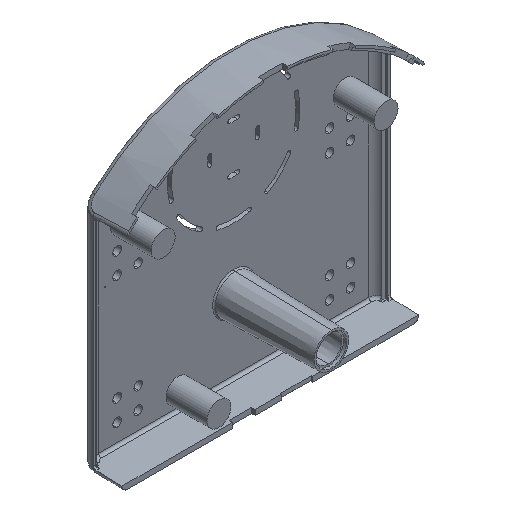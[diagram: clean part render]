
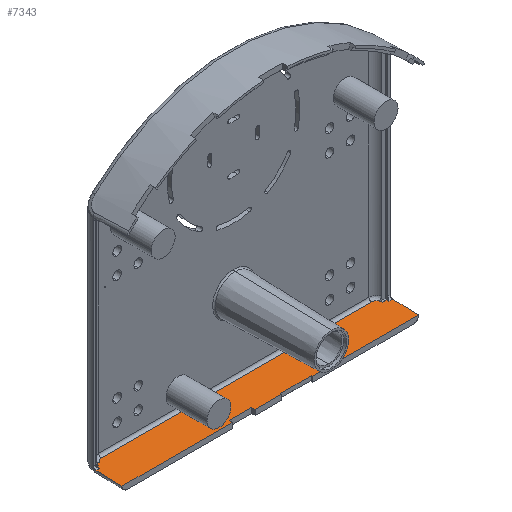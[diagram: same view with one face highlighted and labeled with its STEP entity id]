
A CAD part, isometric view. The second image highlights one B-rep face of the part: STEP entity #7343.
In plain terms, the highlighted planar face has unit normal (0, -0.026, 1).
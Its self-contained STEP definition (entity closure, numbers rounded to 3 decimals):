
#100=DIRECTION('',(-1.,0.,0.));
#101=VECTOR('',#100,1.153);
#102=CARTESIAN_POINT('',(-52.647,40.,-52.692));
#103=LINE('',#102,#101);
#203=CARTESIAN_POINT('',(50.9,41.026,-52.665));
#204=CARTESIAN_POINT('',(51.056,41.026,-52.665));
#205=CARTESIAN_POINT('',(51.356,40.99,-52.666));
#206=CARTESIAN_POINT('',(51.766,40.846,-52.669));
#207=CARTESIAN_POINT('',(52.142,40.614,-52.676));
#208=CARTESIAN_POINT('',(52.457,40.307,-52.684));
#209=CARTESIAN_POINT('',(52.697,39.942,-52.693));
#210=CARTESIAN_POINT('',(52.86,39.509,-52.704));
#211=CARTESIAN_POINT('',(52.9,39.193,-52.713));
#212=CARTESIAN_POINT('',(52.9,39.026,-52.717));
#217=DIRECTION('',(0.,-1.,-0.026));
#218=VECTOR('',#217,0.026);
#219=CARTESIAN_POINT('',(52.9,39.026,-52.717));
#220=LINE('',#219,#218);
#224=DIRECTION('',(1.,0.,0.));
#225=VECTOR('',#224,1.6);
#226=CARTESIAN_POINT('',(52.9,39.,-52.718));
#227=LINE('',#226,#225);
#231=DIRECTION('',(0.,-1.,-0.026));
#232=VECTOR('',#231,0.974);
#233=CARTESIAN_POINT('',(54.5,39.,-52.718));
#234=LINE('',#233,#232);
#238=DIRECTION('',(-1.,0.,0.));
#239=VECTOR('',#238,40.028);
#240=CARTESIAN_POINT('',(55.9,28.25,-52.999));
#241=LINE('',#240,#239);
#245=DIRECTION('',(-0.026,0.999,0.026));
#246=VECTOR('',#245,0.38);
#247=CARTESIAN_POINT('',(15.872,28.25,-52.999));
#248=LINE('',#247,#246);
#252=DIRECTION('',(1.,0.,0.));
#253=VECTOR('',#252,11.603);
#254=CARTESIAN_POINT('',(4.258,28.63,-52.989));
#255=LINE('',#254,#253);
#259=DIRECTION('',(0.026,0.999,0.026));
#260=VECTOR('',#259,0.38);
#261=CARTESIAN_POINT('',(4.248,28.25,-52.999));
#262=LINE('',#261,#260);
#266=DIRECTION('',(-1.,0.,0.));
#267=VECTOR('',#266,9.986);
#268=CARTESIAN_POINT('',(4.248,28.25,-52.999));
#269=LINE('',#268,#267);
#273=DIRECTION('',(-0.026,0.999,0.026));
#274=VECTOR('',#273,1.251);
#275=CARTESIAN_POINT('',(-5.737,28.25,-52.999));
#276=LINE('',#275,#274);
#280=DIRECTION('',(1.,0.,0.));
#281=VECTOR('',#280,8.46);
#282=CARTESIAN_POINT('',(-14.23,29.5,-52.967));
#283=LINE('',#282,#281);
#287=DIRECTION('',(0.026,0.999,0.026));
#288=VECTOR('',#287,1.251);
#289=CARTESIAN_POINT('',(-14.263,28.25,-52.999));
#290=LINE('',#289,#288);
#294=DIRECTION('',(-1.,0.,0.));
#295=VECTOR('',#294,41.637);
#296=CARTESIAN_POINT('',(-14.263,28.25,-52.999));
#297=LINE('',#296,#295);
#301=DIRECTION('',(0.,1.,0.026));
#302=VECTOR('',#301,0.974);
#303=CARTESIAN_POINT('',(-54.5,38.026,-52.743));
#304=LINE('',#303,#302);
#308=DIRECTION('',(1.,0.,0.));
#309=VECTOR('',#308,0.7);
#310=CARTESIAN_POINT('',(-54.5,39.,-52.718));
#311=LINE('',#310,#309);
#315=CARTESIAN_POINT('',(-52.647,40.,-52.692));
#316=CARTESIAN_POINT('',(-52.579,40.122,-52.688));
#317=CARTESIAN_POINT('',(-52.422,40.345,-52.683));
#318=CARTESIAN_POINT('',(-52.121,40.628,-52.675));
#319=CARTESIAN_POINT('',(-51.771,40.842,-52.67));
#320=CARTESIAN_POINT('',(-51.369,40.987,-52.666));
#321=CARTESIAN_POINT('',(-51.062,41.026,-52.665));
#322=CARTESIAN_POINT('',(-50.9,41.026,-52.665));
#327=DIRECTION('',(1.,0.,0.));
#328=VECTOR('',#327,101.8);
#329=CARTESIAN_POINT('',(-50.9,41.026,-52.665));
#330=LINE('',#329,#328);
#2174=DIRECTION('',(0.,1.,0.026));
#2175=VECTOR('',#2174,9.78);
#2176=CARTESIAN_POINT('',(-55.9,28.25,-52.999));
#2177=LINE('',#2176,#2175);
#2393=DIRECTION('',(0.,1.,0.026));
#2394=VECTOR('',#2393,9.78);
#2395=CARTESIAN_POINT('',(55.9,28.25,-52.999));
#2396=LINE('',#2395,#2394);
#5233=DIRECTION('',(-1.,0.,0.));
#5234=VECTOR('',#5233,1.4);
#5235=CARTESIAN_POINT('',(55.9,38.026,-52.743));
#5236=LINE('',#5235,#5234);
#5248=CARTESIAN_POINT('',(54.5,39.,-52.718));
#5314=CARTESIAN_POINT('',(-54.5,39.,-52.718));
#5338=DIRECTION('',(-1.,0.,0.));
#5339=VECTOR('',#5338,1.4);
#5340=CARTESIAN_POINT('',(-54.5,38.026,-52.743));
#5341=LINE('',#5340,#5339);
#5381=DIRECTION('',(0.,1.,0.026));
#5382=VECTOR('',#5381,1.);
#5383=CARTESIAN_POINT('',(-53.8,39.,-52.718));
#5384=LINE('',#5383,#5382);
#6155=CARTESIAN_POINT('',(55.9,38.026,-52.743));
#6156=VERTEX_POINT('',#6155);
#6158=CARTESIAN_POINT('',(55.9,28.25,-52.999));
#6159=VERTEX_POINT('',#6158);
#6169=CARTESIAN_POINT('',(-55.9,38.026,-52.743));
#6170=VERTEX_POINT('',#6169);
#6172=CARTESIAN_POINT('',(-55.9,28.25,-52.999));
#6173=VERTEX_POINT('',#6172);
#6190=CARTESIAN_POINT('',(52.9,39.,-52.718));
#6191=VERTEX_POINT('',#6190);
#6194=CARTESIAN_POINT('',(-53.8,40.,-52.692));
#6196=VERTEX_POINT('',#6194);
#6198=CARTESIAN_POINT('',(-53.8,39.,-52.718));
#6199=VERTEX_POINT('',#6198);
#6493=VERTEX_POINT('',#5314);
#6494=VERTEX_POINT('',#5248);
#6611=VERTEX_POINT('',#203);
#6612=VERTEX_POINT('',#212);
#6615=CARTESIAN_POINT('',(-50.9,41.026,-52.665));
#6616=VERTEX_POINT('',#6615);
#6620=VERTEX_POINT('',#315);
#6956=CARTESIAN_POINT('',(-54.5,38.026,-52.743));
#6957=VERTEX_POINT('',#6956);
#6960=CARTESIAN_POINT('',(54.5,38.026,-52.743));
#6961=VERTEX_POINT('',#6960);
#6968=CARTESIAN_POINT('',(4.248,28.25,-52.999));
#6969=CARTESIAN_POINT('',(4.258,28.63,-52.989));
#6970=VERTEX_POINT('',#6968);
#6971=VERTEX_POINT('',#6969);
#6972=CARTESIAN_POINT('',(15.862,28.63,-52.989));
#6973=VERTEX_POINT('',#6972);
#6974=CARTESIAN_POINT('',(15.872,28.25,-52.999));
#6975=VERTEX_POINT('',#6974);
#6988=CARTESIAN_POINT('',(-14.263,28.25,-52.999));
#6989=CARTESIAN_POINT('',(-14.23,29.5,-52.967));
#6990=VERTEX_POINT('',#6988);
#6991=VERTEX_POINT('',#6989);
#6992=CARTESIAN_POINT('',(-5.77,29.5,-52.967));
#6993=VERTEX_POINT('',#6992);
#6994=CARTESIAN_POINT('',(-5.737,28.25,-52.999));
#6995=VERTEX_POINT('',#6994);
#7293=CARTESIAN_POINT('',(58.97,28.198,-53.001));
#7294=DIRECTION('',(0.,0.026,-1.));
#7295=DIRECTION('',(-1.,0.,0.));
#7296=AXIS2_PLACEMENT_3D('',#7293,#7294,#7295);
#7297=PLANE('',#7296);
#7299=ORIENTED_EDGE('',*,*,#7298,.T.);
#7301=ORIENTED_EDGE('',*,*,#7300,.T.);
#7303=ORIENTED_EDGE('',*,*,#7302,.T.);
#7305=ORIENTED_EDGE('',*,*,#7304,.T.);
#7307=ORIENTED_EDGE('',*,*,#7306,.F.);
#7309=ORIENTED_EDGE('',*,*,#7308,.F.);
#7311=ORIENTED_EDGE('',*,*,#7310,.T.);
#7313=ORIENTED_EDGE('',*,*,#7312,.T.);
#7315=ORIENTED_EDGE('',*,*,#7314,.F.);
#7317=ORIENTED_EDGE('',*,*,#7316,.F.);
#7319=ORIENTED_EDGE('',*,*,#7318,.T.);
#7321=ORIENTED_EDGE('',*,*,#7320,.T.);
#7323=ORIENTED_EDGE('',*,*,#7322,.F.);
#7325=ORIENTED_EDGE('',*,*,#7324,.F.);
#7327=ORIENTED_EDGE('',*,*,#7326,.T.);
#7329=ORIENTED_EDGE('',*,*,#7328,.T.);
#7331=ORIENTED_EDGE('',*,*,#7330,.F.);
#7333=ORIENTED_EDGE('',*,*,#7332,.T.);
#7335=ORIENTED_EDGE('',*,*,#7334,.T.);
#7337=ORIENTED_EDGE('',*,*,#7336,.T.);
#7338=ORIENTED_EDGE('',*,*,#7173,.F.);
#7339=ORIENTED_EDGE('',*,*,#7272,.T.);
#7340=ORIENTED_EDGE('',*,*,#7283,.T.);
#7341=EDGE_LOOP('',(#7299,#7301,#7303,#7305,#7307,#7309,#7311,#7313,#7315,#7317,
#7319,#7321,#7323,#7325,#7327,#7329,#7331,#7333,#7335,#7337,#7338,#7339,#7340));
#7342=FACE_OUTER_BOUND('',#7341,.F.);
#7343=ADVANCED_FACE('',(#7342),#7297,.F.);
#213=B_SPLINE_CURVE_WITH_KNOTS('',3,(#203,#204,#205,#206,#207,#208,#209,#210,
#211,#212),.UNSPECIFIED.,.F.,.F.,(4,1,1,1,1,1,1,4),(0.,0.143,
0.286,0.429,0.571,0.714,
0.857,1.),.UNSPECIFIED.);
#323=B_SPLINE_CURVE_WITH_KNOTS('',3,(#315,#316,#317,#318,#319,#320,#321,#322),
.UNSPECIFIED.,.F.,.F.,(4,1,1,1,1,4),(0.,0.2,0.4,0.6,0.8,1.),
.UNSPECIFIED.);
#7173=EDGE_CURVE('',#6620,#6196,#103,.T.);
#7272=EDGE_CURVE('',#6620,#6616,#323,.T.);
#7283=EDGE_CURVE('',#6616,#6611,#330,.T.);
#7298=EDGE_CURVE('',#6611,#6612,#213,.T.);
#7300=EDGE_CURVE('',#6612,#6191,#220,.T.);
#7302=EDGE_CURVE('',#6191,#6494,#227,.T.);
#7304=EDGE_CURVE('',#6494,#6961,#234,.T.);
#7306=EDGE_CURVE('',#6156,#6961,#5236,.T.);
#7308=EDGE_CURVE('',#6159,#6156,#2396,.T.);
#7310=EDGE_CURVE('',#6159,#6975,#241,.T.);
#7312=EDGE_CURVE('',#6975,#6973,#248,.T.);
#7314=EDGE_CURVE('',#6971,#6973,#255,.T.);
#7316=EDGE_CURVE('',#6970,#6971,#262,.T.);
#7318=EDGE_CURVE('',#6970,#6995,#269,.T.);
#7320=EDGE_CURVE('',#6995,#6993,#276,.T.);
#7322=EDGE_CURVE('',#6991,#6993,#283,.T.);
#7324=EDGE_CURVE('',#6990,#6991,#290,.T.);
#7326=EDGE_CURVE('',#6990,#6173,#297,.T.);
#7328=EDGE_CURVE('',#6173,#6170,#2177,.T.);
#7330=EDGE_CURVE('',#6957,#6170,#5341,.T.);
#7332=EDGE_CURVE('',#6957,#6493,#304,.T.);
#7334=EDGE_CURVE('',#6493,#6199,#311,.T.);
#7336=EDGE_CURVE('',#6199,#6196,#5384,.T.);
